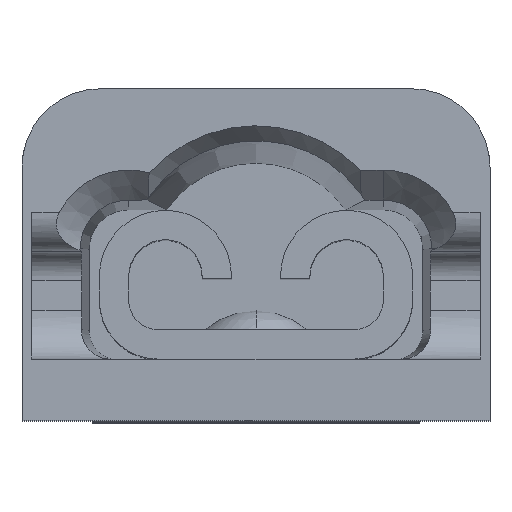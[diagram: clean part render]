
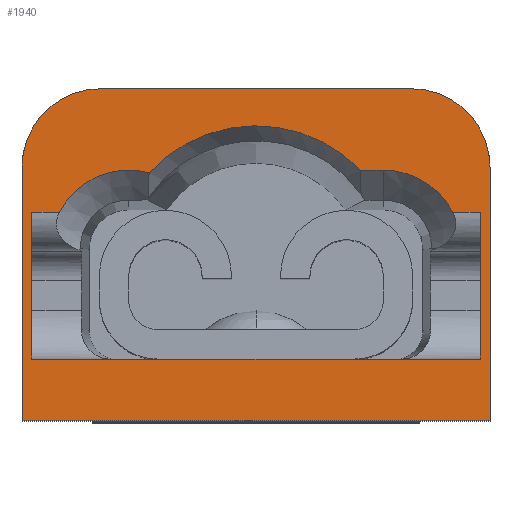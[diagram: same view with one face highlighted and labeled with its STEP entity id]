
A CAD part, top view. The second image highlights one B-rep face of the part: STEP entity #1940.
In plain terms, the highlighted planar face has unit normal (0, 0, 1).
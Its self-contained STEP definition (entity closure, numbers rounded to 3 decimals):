
#2=CARTESIAN_POINT('',(-2.019,3.289,0.));
#3=DIRECTION('',(0.,0.,1.));
#4=DIRECTION('',(0.,1.,0.));
#5=AXIS2_PLACEMENT_3D('',#2,#3,#4);
#7=DIRECTION('',(-1.,0.,0.));
#8=VECTOR('',#7,4.039);
#9=CARTESIAN_POINT('',(2.019,4.305,0.));
#10=LINE('',#9,#8);
#11=CARTESIAN_POINT('',(2.019,3.289,0.));
#12=DIRECTION('',(0.,0.,1.));
#13=DIRECTION('',(1.,0.,0.));
#14=AXIS2_PLACEMENT_3D('',#11,#12,#13);
#16=DIRECTION('',(0.,1.,0.));
#17=VECTOR('',#16,3.289);
#18=CARTESIAN_POINT('',(3.035,0.,0.));
#19=LINE('',#18,#17);
#20=DIRECTION('',(1.,0.,0.));
#21=VECTOR('',#20,6.071);
#22=CARTESIAN_POINT('',(-3.035,0.,0.));
#23=LINE('',#22,#21);
#24=DIRECTION('',(0.,-1.,0.));
#25=VECTOR('',#24,3.289);
#26=CARTESIAN_POINT('',(-3.035,3.289,0.));
#27=LINE('',#26,#25);
#28=DIRECTION('',(1.,0.,0.));
#29=VECTOR('',#28,0.357);
#30=CARTESIAN_POINT('',(-2.908,2.705,0.));
#31=LINE('',#30,#29);
#32=DIRECTION('',(1.,0.,0.));
#33=VECTOR('',#32,0.357);
#34=CARTESIAN_POINT('',(2.551,2.705,0.));
#35=LINE('',#34,#33);
#36=CARTESIAN_POINT('',(1.651,2.235,0.));
#37=DIRECTION('',(0.,0.,-1.));
#38=DIRECTION('',(0.,1.,0.));
#39=AXIS2_PLACEMENT_3D('',#36,#37,#38);
#41=DIRECTION('',(1.,0.,0.));
#42=VECTOR('',#41,0.297);
#43=CARTESIAN_POINT('',(1.354,3.251,0.));
#44=LINE('',#43,#42);
#45=CARTESIAN_POINT('',(0.,1.943,0.));
#46=DIRECTION('',(0.,0.,-1.));
#47=DIRECTION('',(-0.737,0.676,0.));
#48=AXIS2_PLACEMENT_3D('',#45,#46,#47);
#50=CARTESIAN_POINT('',(-1.651,2.235,0.));
#51=DIRECTION('',(0.,0.,-1.));
#52=DIRECTION('',(-0.886,0.463,0.));
#53=AXIS2_PLACEMENT_3D('',#50,#51,#52);
#963=CARTESIAN_POINT('',(-2.551,2.705,0.));
#977=CARTESIAN_POINT('',(-1.387,3.216,0.));
#988=CARTESIAN_POINT('',(1.354,3.251,0.));
#1336=DIRECTION('',(-1.,0.,0.));
#1337=VECTOR('',#1336,5.817);
#1338=CARTESIAN_POINT('',(2.908,0.8,0.));
#1339=LINE('',#1338,#1337);
#1376=DIRECTION('',(0.,1.,0.));
#1377=VECTOR('',#1376,1.905);
#1378=CARTESIAN_POINT('',(-2.908,0.8,0.));
#1379=LINE('',#1378,#1377);
#1550=CARTESIAN_POINT('',(2.551,2.705,0.));
#1565=DIRECTION('',(0.,-1.,0.));
#1566=VECTOR('',#1565,1.905);
#1567=CARTESIAN_POINT('',(2.908,2.705,0.));
#1568=LINE('',#1567,#1566);
#1695=CARTESIAN_POINT('',(-2.019,4.305,0.));
#1696=CARTESIAN_POINT('',(-3.035,3.289,0.));
#1697=VERTEX_POINT('',#1695);
#1698=VERTEX_POINT('',#1696);
#1699=CARTESIAN_POINT('',(-3.035,0.,0.));
#1700=VERTEX_POINT('',#1699);
#1701=CARTESIAN_POINT('',(3.035,0.,0.));
#1702=VERTEX_POINT('',#1701);
#1703=CARTESIAN_POINT('',(3.035,3.289,0.));
#1704=VERTEX_POINT('',#1703);
#1705=CARTESIAN_POINT('',(2.019,4.305,0.));
#1706=VERTEX_POINT('',#1705);
#1723=CARTESIAN_POINT('',(-2.908,0.8,0.));
#1725=VERTEX_POINT('',#1723);
#1727=CARTESIAN_POINT('',(2.908,0.8,0.));
#1729=VERTEX_POINT('',#1727);
#1841=VERTEX_POINT('',#977);
#1853=VERTEX_POINT('',#988);
#1854=CARTESIAN_POINT('',(1.651,3.251,
0.));
#1855=VERTEX_POINT('',#1854);
#1856=VERTEX_POINT('',#963);
#1861=CARTESIAN_POINT('',(-2.908,2.705,0.));
#1862=VERTEX_POINT('',#1861);
#1869=VERTEX_POINT('',#1550);
#1870=CARTESIAN_POINT('',(2.908,2.705,0.));
#1871=VERTEX_POINT('',#1870);
#1901=CARTESIAN_POINT('',(0.,0.,0.));
#1902=DIRECTION('',(0.,0.,1.));
#1903=DIRECTION('',(1.,0.,0.));
#1904=AXIS2_PLACEMENT_3D('',#1901,#1902,#1903);
#1905=PLANE('',#1904);
#1907=ORIENTED_EDGE('',*,*,#1906,.F.);
#1909=ORIENTED_EDGE('',*,*,#1908,.F.);
#1911=ORIENTED_EDGE('',*,*,#1910,.F.);
#1913=ORIENTED_EDGE('',*,*,#1912,.F.);
#1915=ORIENTED_EDGE('',*,*,#1914,.F.);
#1917=ORIENTED_EDGE('',*,*,#1916,.F.);
#1918=EDGE_LOOP('',(#1907,#1909,#1911,#1913,#1915,#1917));
#1919=FACE_OUTER_BOUND('',#1918,.F.);
#1921=ORIENTED_EDGE('',*,*,#1920,.F.);
#1923=ORIENTED_EDGE('',*,*,#1922,.F.);
#1925=ORIENTED_EDGE('',*,*,#1924,.F.);
#1927=ORIENTED_EDGE('',*,*,#1926,.F.);
#1929=ORIENTED_EDGE('',*,*,#1928,.F.);
#1931=ORIENTED_EDGE('',*,*,#1930,.F.);
#1933=ORIENTED_EDGE('',*,*,#1932,.F.);
#1935=ORIENTED_EDGE('',*,*,#1934,.F.);
#1937=ORIENTED_EDGE('',*,*,#1936,.F.);
#1938=EDGE_LOOP('',(#1921,#1923,#1925,#1927,#1929,#1931,#1933,#1935,#1937));
#1939=FACE_BOUND('',#1938,.F.);
#6=CIRCLE('',#5,1.016);
#15=CIRCLE('',#14,1.016);
#40=CIRCLE('',#39,1.015);
#49=CIRCLE('',#48,1.882);
#54=CIRCLE('',#53,1.015);
#1906=EDGE_CURVE('',#1697,#1698,#6,.T.);
#1908=EDGE_CURVE('',#1706,#1697,#10,.T.);
#1910=EDGE_CURVE('',#1704,#1706,#15,.T.);
#1912=EDGE_CURVE('',#1702,#1704,#19,.T.);
#1914=EDGE_CURVE('',#1700,#1702,#23,.T.);
#1916=EDGE_CURVE('',#1698,#1700,#27,.T.);
#1920=EDGE_CURVE('',#1862,#1856,#31,.T.);
#1922=EDGE_CURVE('',#1725,#1862,#1379,.T.);
#1924=EDGE_CURVE('',#1729,#1725,#1339,.T.);
#1926=EDGE_CURVE('',#1871,#1729,#1568,.T.);
#1928=EDGE_CURVE('',#1869,#1871,#35,.T.);
#1930=EDGE_CURVE('',#1855,#1869,#40,.T.);
#1932=EDGE_CURVE('',#1853,#1855,#44,.T.);
#1934=EDGE_CURVE('',#1841,#1853,#49,.T.);
#1936=EDGE_CURVE('',#1856,#1841,#54,.T.);
#1940=ADVANCED_FACE('',(#1919,#1939),#1905,.T.);
